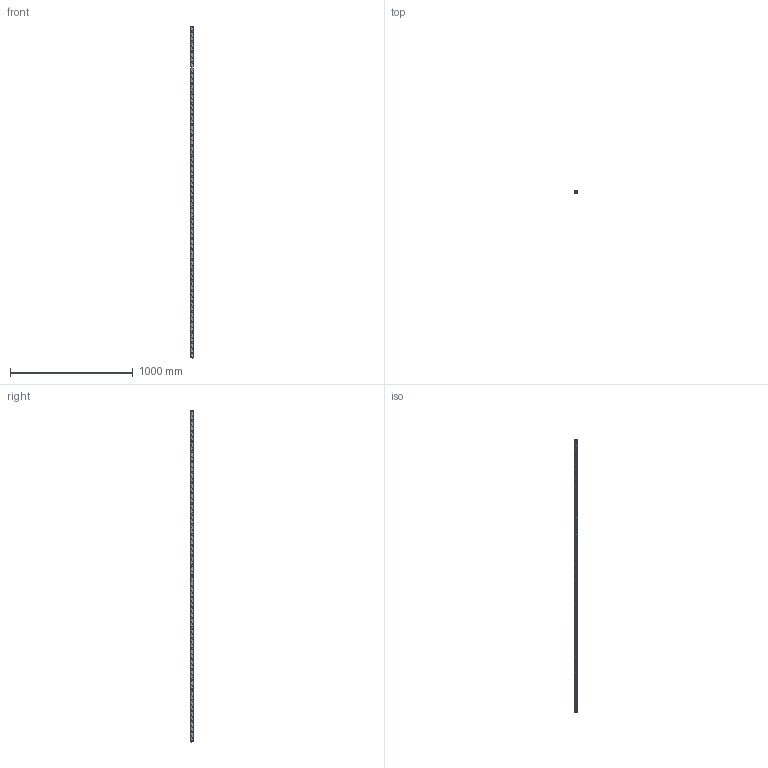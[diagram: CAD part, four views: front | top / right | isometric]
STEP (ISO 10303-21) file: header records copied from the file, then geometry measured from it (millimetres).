
FILE_DESCRIPTION (( 'STEP AP203' ), '1' );
FILE_NAME ('2024.step', '2015-09-17T14:54:13', ( '' ), ( '' ), 'SwSTEP 2.0', 'SolidWorks 2015', '' );
FILE_SCHEMA (( 'CONFIG_CONTROL_DESIGN' ));
Length unit declared in the file: millimetre
Products named in the file (1): 2024
Bounding box: 24.01 x 24.03 x 2700 mm (x, y, z)
Volume: 876863.5 mm3; surface area: 336633.5 mm2
Topology: 6 solids, 6 shells, 151 faces, 384 edges, 256 vertices
Faces by surface type: plane 84, bspline 67
Entity records: 12711 total; most frequent: CARTESIAN_POINT 9459, ORIENTED_EDGE 768, DIRECTION 412, EDGE_CURVE 384, VERTEX_POINT 256, VECTOR 242, LINE 242, EDGE_LOOP 164
